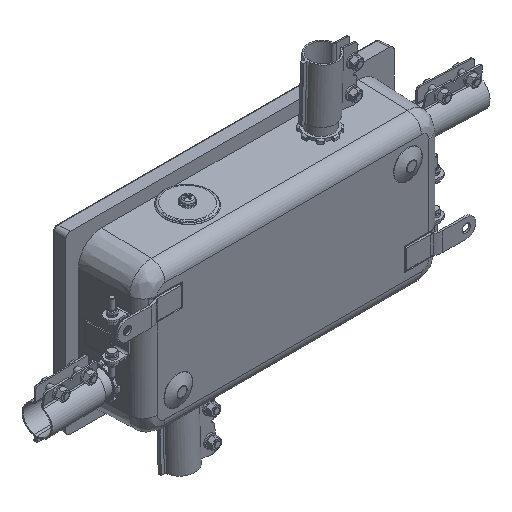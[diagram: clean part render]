
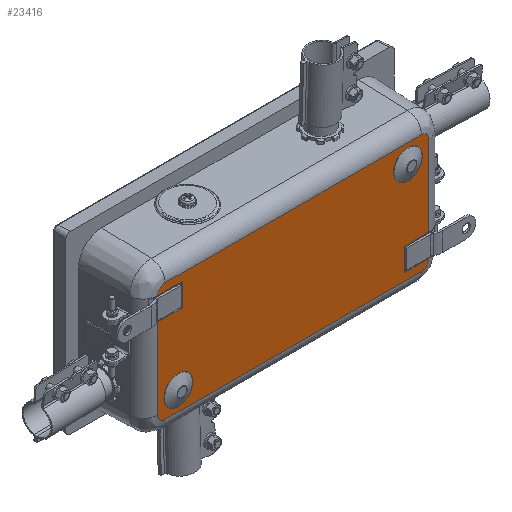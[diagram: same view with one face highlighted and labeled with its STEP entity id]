
A CAD part, isometric view. The second image highlights one B-rep face of the part: STEP entity #23416.
In plain terms, the highlighted planar face has unit normal (0, -1, 0).
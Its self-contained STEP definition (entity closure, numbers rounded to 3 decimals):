
#1830=PLANE('',#25645);
#2061=FACE_BOUND('',#4594,.T.);
#2062=FACE_BOUND('',#4595,.T.);
#3112=FACE_OUTER_BOUND('',#4593,.T.);
#4593=EDGE_LOOP('',(#19226,#19227,#19228,#19229,#19230,#19231,#19232,#19233,
#19234,#19235,#19236,#19237,#19238,#19239));
#4594=EDGE_LOOP('',(#19240));
#4595=EDGE_LOOP('',(#19241));
#5728=CIRCLE('',#25642,15.194);
#5730=CIRCLE('',#25646,7.896);
#5731=CIRCLE('',#25647,7.896);
#5732=CIRCLE('',#25648,7.896);
#5733=CIRCLE('',#25649,7.896);
#5734=CIRCLE('',#25650,15.194);
#7116=LINE('',#41129,#8443);
#7117=LINE('',#41131,#8444);
#7118=LINE('',#41133,#8445);
#7119=LINE('',#41135,#8446);
#7120=LINE('',#41139,#8447);
#7121=LINE('',#41143,#8448);
#7122=LINE('',#41145,#8449);
#7123=LINE('',#41147,#8450);
#7124=LINE('',#41149,#8451);
#7125=LINE('',#41153,#8452);
#8443=VECTOR('',#31168,10.);
#8444=VECTOR('',#31169,10.);
#8445=VECTOR('',#31170,10.);
#8446=VECTOR('',#31171,10.);
#8447=VECTOR('',#31174,10.);
#8448=VECTOR('',#31177,10.);
#8449=VECTOR('',#31178,10.);
#8450=VECTOR('',#31179,10.);
#8451=VECTOR('',#31180,10.);
#8452=VECTOR('',#31183,10.);
#10334=VERTEX_POINT('',#41119);
#10336=VERTEX_POINT('',#41127);
#10337=VERTEX_POINT('',#41128);
#10338=VERTEX_POINT('',#41130);
#10339=VERTEX_POINT('',#41132);
#10340=VERTEX_POINT('',#41134);
#10341=VERTEX_POINT('',#41136);
#10342=VERTEX_POINT('',#41138);
#10343=VERTEX_POINT('',#41140);
#10344=VERTEX_POINT('',#41142);
#10345=VERTEX_POINT('',#41144);
#10346=VERTEX_POINT('',#41146);
#10347=VERTEX_POINT('',#41148);
#10348=VERTEX_POINT('',#41150);
#10349=VERTEX_POINT('',#41152);
#10350=VERTEX_POINT('',#41155);
#13345=EDGE_CURVE('',#10334,#10334,#5728,.T.);
#13348=EDGE_CURVE('',#10336,#10337,#7116,.T.);
#13349=EDGE_CURVE('',#10338,#10337,#7117,.T.);
#13350=EDGE_CURVE('',#10339,#10338,#7118,.T.);
#13351=EDGE_CURVE('',#10340,#10339,#7119,.T.);
#13352=EDGE_CURVE('',#10341,#10340,#5730,.T.);
#13353=EDGE_CURVE('',#10342,#10341,#7120,.T.);
#13354=EDGE_CURVE('',#10343,#10342,#5731,.T.);
#13355=EDGE_CURVE('',#10344,#10343,#7121,.T.);
#13356=EDGE_CURVE('',#10345,#10344,#7122,.T.);
#13357=EDGE_CURVE('',#10345,#10346,#7123,.T.);
#13358=EDGE_CURVE('',#10347,#10346,#7124,.T.);
#13359=EDGE_CURVE('',#10348,#10347,#5732,.T.);
#13360=EDGE_CURVE('',#10349,#10348,#7125,.T.);
#13361=EDGE_CURVE('',#10336,#10349,#5733,.T.);
#13362=EDGE_CURVE('',#10350,#10350,#5734,.T.);
#19226=ORIENTED_EDGE('',*,*,#13348,.T.);
#19227=ORIENTED_EDGE('',*,*,#13349,.F.);
#19228=ORIENTED_EDGE('',*,*,#13350,.F.);
#19229=ORIENTED_EDGE('',*,*,#13351,.F.);
#19230=ORIENTED_EDGE('',*,*,#13352,.F.);
#19231=ORIENTED_EDGE('',*,*,#13353,.F.);
#19232=ORIENTED_EDGE('',*,*,#13354,.F.);
#19233=ORIENTED_EDGE('',*,*,#13355,.F.);
#19234=ORIENTED_EDGE('',*,*,#13356,.F.);
#19235=ORIENTED_EDGE('',*,*,#13357,.T.);
#19236=ORIENTED_EDGE('',*,*,#13358,.F.);
#19237=ORIENTED_EDGE('',*,*,#13359,.F.);
#19238=ORIENTED_EDGE('',*,*,#13360,.F.);
#19239=ORIENTED_EDGE('',*,*,#13361,.F.);
#19240=ORIENTED_EDGE('',*,*,#13362,.F.);
#19241=ORIENTED_EDGE('',*,*,#13345,.F.);
#23416=ADVANCED_FACE('',(#3112,#2061,#2062),#1830,.T.);
#25642=AXIS2_PLACEMENT_3D('',#41121,#31159,#31160);
#25645=AXIS2_PLACEMENT_3D('',#41126,#31166,#31167);
#25646=AXIS2_PLACEMENT_3D('',#41137,#31172,#31173);
#25647=AXIS2_PLACEMENT_3D('',#41141,#31175,#31176);
#25648=AXIS2_PLACEMENT_3D('',#41151,#31181,#31182);
#25649=AXIS2_PLACEMENT_3D('',#41154,#31184,#31185);
#25650=AXIS2_PLACEMENT_3D('',#41156,#31186,#31187);
#31159=DIRECTION('center_axis',(0.,-1.,0.));
#31160=DIRECTION('ref_axis',(1.,0.,0.));
#31166=DIRECTION('center_axis',(0.,-1.,0.));
#31167=DIRECTION('ref_axis',(-1.,0.,0.));
#31168=DIRECTION('',(-1.,0.,0.));
#31169=DIRECTION('',(0.,0.,-1.));
#31170=DIRECTION('',(-1.,0.,0.));
#31171=DIRECTION('',(0.,0.,-1.));
#31172=DIRECTION('center_axis',(0.,1.,0.));
#31173=DIRECTION('ref_axis',(0.707,0.,0.707));
#31174=DIRECTION('',(1.,0.,0.));
#31175=DIRECTION('center_axis',(0.,1.,0.));
#31176=DIRECTION('ref_axis',(-0.707,0.,0.707));
#31177=DIRECTION('',(-1.,0.,0.));
#31178=DIRECTION('',(0.,0.,1.));
#31179=DIRECTION('',(-1.,0.,0.));
#31180=DIRECTION('',(0.,0.,1.));
#31181=DIRECTION('center_axis',(0.,1.,0.));
#31182=DIRECTION('ref_axis',(-0.707,0.,-0.707));
#31183=DIRECTION('',(-1.,0.,0.));
#31184=DIRECTION('center_axis',(0.,1.,0.));
#31185=DIRECTION('ref_axis',(0.707,0.,-0.707));
#31186=DIRECTION('center_axis',(0.,-1.,0.));
#31187=DIRECTION('ref_axis',(1.,0.,0.));
#41119=CARTESIAN_POINT('',(-136.09,4.,-42.5));
#41121=CARTESIAN_POINT('Origin',(-120.896,4.,-42.5));
#41126=CARTESIAN_POINT('Origin',(0.,4.,
0.));
#41127=CARTESIAN_POINT('',(142.896,4.,-54.5));
#41128=CARTESIAN_POINT('',(116.896,4.,-54.5));
#41129=CARTESIAN_POINT('',(58.948,4.,-54.5));
#41130=CARTESIAN_POINT('',(116.896,4.,-30.5));
#41131=CARTESIAN_POINT('',(116.896,4.,-15.75));
#41132=CARTESIAN_POINT('',(142.896,4.,-30.5));
#41133=CARTESIAN_POINT('',(83.948,4.,-30.5));
#41134=CARTESIAN_POINT('',(142.896,4.,54.5));
#41135=CARTESIAN_POINT('',(142.896,4.,27.25));
#41136=CARTESIAN_POINT('',(135.,4.,62.396));
#41137=CARTESIAN_POINT('Origin',(135.,4.,54.5));
#41138=CARTESIAN_POINT('',(-135.,4.,62.396));
#41139=CARTESIAN_POINT('',(-67.5,4.,62.396));
#41140=CARTESIAN_POINT('',(-142.896,4.,54.5));
#41141=CARTESIAN_POINT('Origin',(-135.,4.,54.5));
#41142=CARTESIAN_POINT('',(-116.896,4.,54.5));
#41143=CARTESIAN_POINT('',(-58.948,4.,54.5));
#41144=CARTESIAN_POINT('',(-116.896,4.,30.5));
#41145=CARTESIAN_POINT('',(-116.896,4.,15.75));
#41146=CARTESIAN_POINT('',(-142.896,4.,30.5));
#41147=CARTESIAN_POINT('',(-83.948,4.,30.5));
#41148=CARTESIAN_POINT('',(-142.896,4.,-54.5));
#41149=CARTESIAN_POINT('',(-142.896,4.,-27.25));
#41150=CARTESIAN_POINT('',(-135.,4.,-62.396));
#41151=CARTESIAN_POINT('Origin',(-135.,4.,-54.5));
#41152=CARTESIAN_POINT('',(135.,4.,-62.396));
#41153=CARTESIAN_POINT('',(67.5,4.,-62.396));
#41154=CARTESIAN_POINT('Origin',(135.,4.,-54.5));
#41155=CARTESIAN_POINT('',(105.701,4.,42.5));
#41156=CARTESIAN_POINT('Origin',(120.896,4.,42.5));
